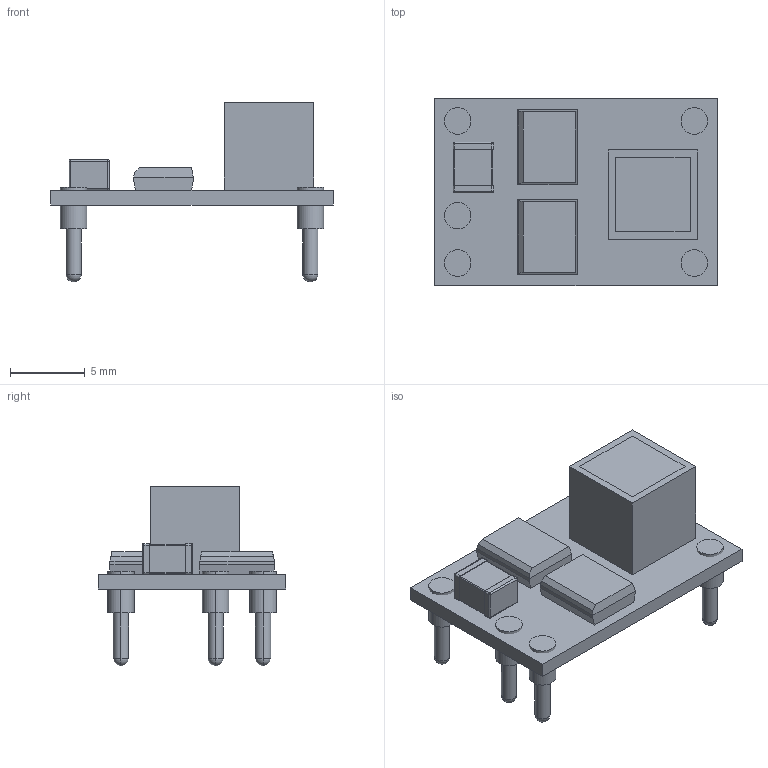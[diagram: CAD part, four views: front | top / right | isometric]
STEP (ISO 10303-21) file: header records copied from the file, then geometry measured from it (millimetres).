
FILE_DESCRIPTION((''),'2;1');
FILE_NAME('TEXAS_EUS (R-PDSS-T5).stp','2010-07-13T09:16:38',(''),(''),'Mechanical Desktop 2010','Mechanical Desktop 2010',', , ');
FILE_SCHEMA(('AUTOMOTIVE_DESIGN { 1 2 10303 214 1 1 1 1 }'));
Length unit declared in the file: millimetre
Products named in the file (1): Product
Bounding box: 18.92 x 12.57 x 12.05 mm (x, y, z)
Volume: 574 mm3; surface area: 1158.2 mm2
Topology: 18 solids, 18 shells, 140 faces, 290 edges, 169 vertices
Faces by surface type: plane 82, cylinder 40, sphere 18
Entity records: 3579 total; most frequent: DIRECTION 644, CARTESIAN_POINT 582, ORIENTED_EDGE 544, EDGE_CURVE 272, AXIS2_PLACEMENT_3D 231, VECTOR 182, LINE 182, VERTEX_POINT 169
